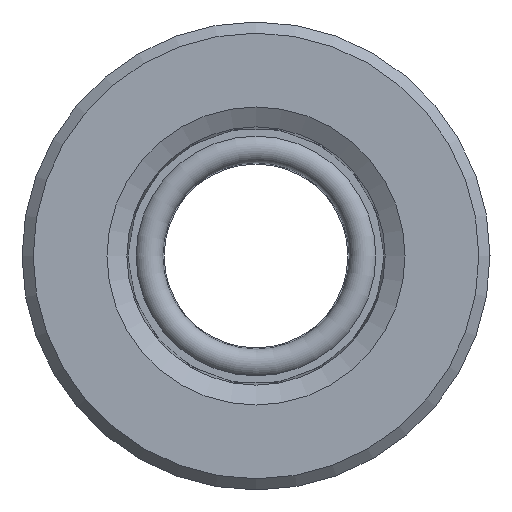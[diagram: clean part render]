
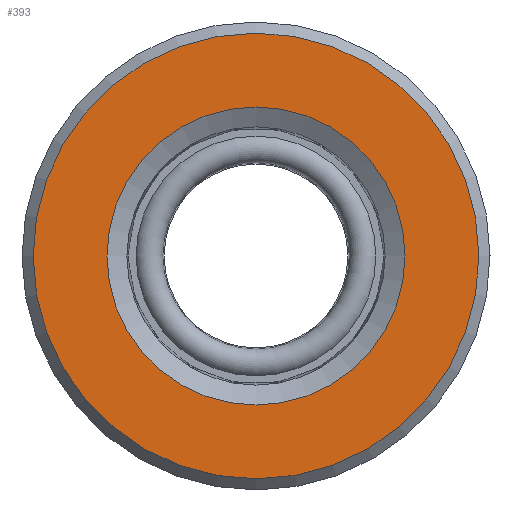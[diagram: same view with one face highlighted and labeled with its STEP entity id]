
A CAD part, left-side view. The second image highlights one B-rep face of the part: STEP entity #393.
In plain terms, the highlighted planar face has unit normal (-1, 0, 0).
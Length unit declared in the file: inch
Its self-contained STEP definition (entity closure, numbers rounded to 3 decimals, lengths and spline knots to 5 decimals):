
#81=PLANE('',#445);
#95=FACE_BOUND('',#164,.T.);
#123=FACE_OUTER_BOUND('',#163,.T.);
#163=EDGE_LOOP('',(#349));
#164=EDGE_LOOP('',(#350));
#184=CIRCLE('',#419,0.535);
#197=CIRCLE('',#446,0.8);
#211=VERTEX_POINT('',#608);
#230=VERTEX_POINT('',#678);
#244=EDGE_CURVE('',#211,#211,#184,.T.);
#273=EDGE_CURVE('',#230,#230,#197,.T.);
#349=ORIENTED_EDGE('',*,*,#273,.F.);
#350=ORIENTED_EDGE('',*,*,#244,.T.);
#393=ADVANCED_FACE('',(#123,#95),#81,.T.);
#419=AXIS2_PLACEMENT_3D('',#609,#494,#495);
#445=AXIS2_PLACEMENT_3D('',#677,#558,#559);
#446=AXIS2_PLACEMENT_3D('',#679,#560,#561);
#494=DIRECTION('center_axis',(1.,0.,0.));
#495=DIRECTION('ref_axis',(0.,1.,0.));
#558=DIRECTION('center_axis',(-1.,0.,0.));
#559=DIRECTION('ref_axis',(0.,0.002,1.));
#560=DIRECTION('center_axis',(1.,0.,0.));
#561=DIRECTION('ref_axis',(0.,-1.,0.002));
#608=CARTESIAN_POINT('',(-0.366,0.535,0.));
#609=CARTESIAN_POINT('Origin',(-0.366,0.,0.));
#677=CARTESIAN_POINT('Origin',(-0.366,0.42,-0.00067));
#678=CARTESIAN_POINT('',(-0.366,0.8,-0.00127));
#679=CARTESIAN_POINT('Origin',(-0.366,0.,
0.));
